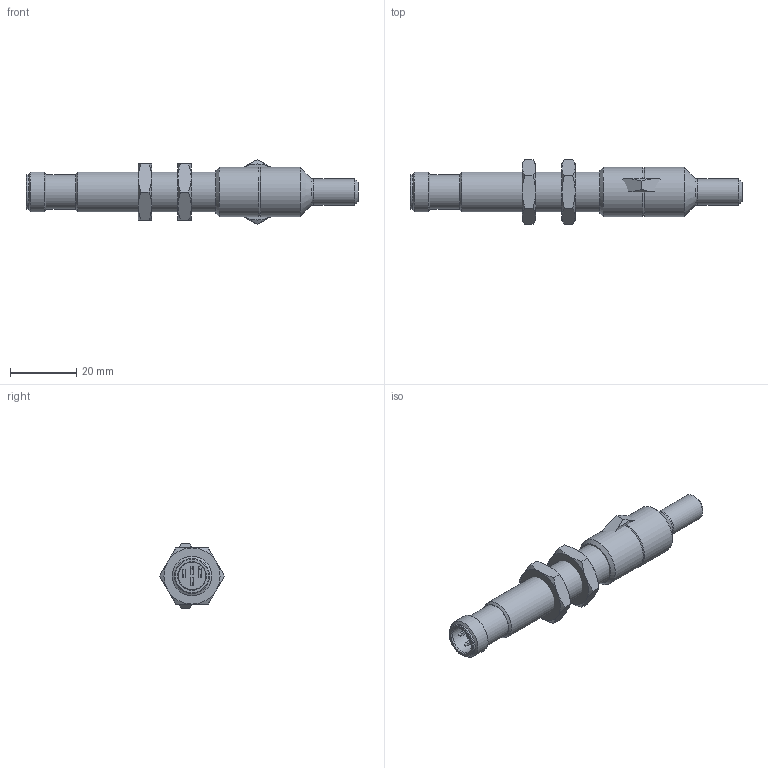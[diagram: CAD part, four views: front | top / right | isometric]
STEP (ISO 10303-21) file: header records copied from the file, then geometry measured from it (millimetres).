
FILE_DESCRIPTION( ( 'Unknown' ), '1' );
FILE_NAME( 'UNAM_12_d3_S14D.stp', 'Unknown', ( 'Unknown' ), ( 'Unknown' ), 'XStep 1.0', 'Unknown', ' ' );
FILE_SCHEMA( ( 'CONFIG_CONTROL_DESIGN' ) );
Length unit declared in the file: millimetre
Products named in the file (4): Assem1; UNAM_12_S14_oA; 101470; 155689
Bounding box: 100.5 x 19.63 x 19.63 mm (x, y, z)
Volume: 19963.2 mm3; surface area: 12285.5 mm2
Topology: 7 solids, 7 shells, 211 faces, 482 edges, 303 vertices
Faces by surface type: plane 124, cone 58, cylinder 29
Full cylindrical faces by diameter (mm): 3 x2, 8 x2, 10 x2, 10.2 x2, 10.5 x4, 10.917 x5, 12 x4, 12.5 x2, 15 x2
Entity records: 2764 total; most frequent: CARTESIAN_POINT 557, DIRECTION 416, ORIENTED_EDGE 378, EDGE_CURVE 189, AXIS2_PLACEMENT_3D 151, VERTEX_POINT 132, EDGE_LOOP 131, LINE 114
